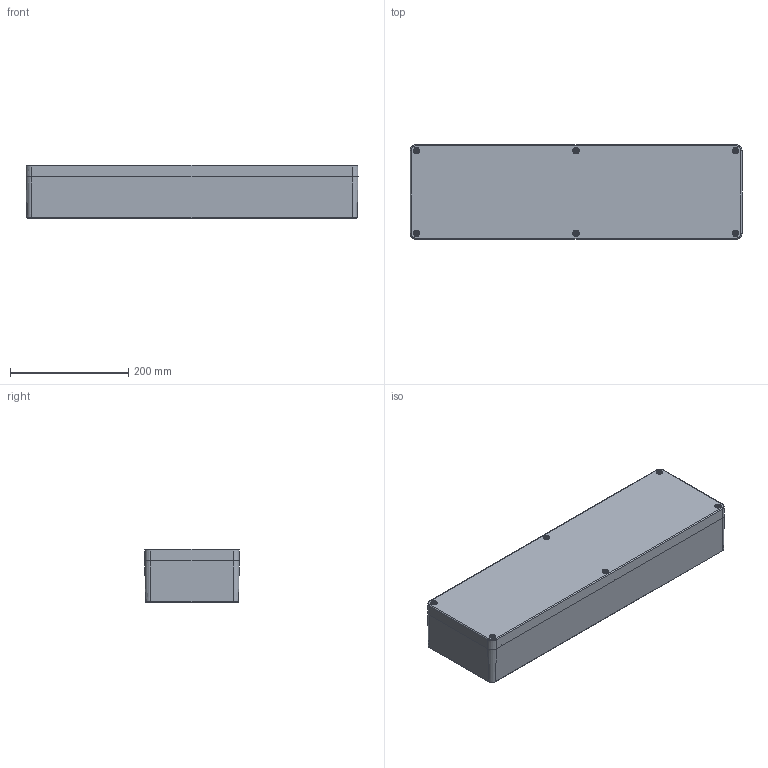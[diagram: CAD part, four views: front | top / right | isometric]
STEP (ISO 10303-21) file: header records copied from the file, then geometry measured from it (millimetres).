
FILE_DESCRIPTION((''),'2;1');
FILE_NAME('0101102900-MBA_561690_VE.stp','2014-12-04T09:33:55',('robin.rentz'),(''),'Autodesk Inventor 2012','Autodesk Inventor 2012','');
FILE_SCHEMA(('CONFIG_CONTROL_DESIGN'));
Length unit declared in the file: millimetre
Products named in the file (5): 0101102900-MBA_561690_VE; 0100102902-UT_561690_VE; 0100102901-OT_561690_VE; xxx-O-Ring-MBA_561690; Schraube BM 6x25
Assembly tree (9 placements, depth 2):
  0101102900-MBA_561690_VE
    0100102902-UT_561690_VE
    0100102901-OT_561690_VE
    xxx-O-Ring-MBA_561690
    Schraube BM 6x25  x6
Bounding box: 562 x 160 x 91 mm (x, y, z)
Volume: 1521109.6 mm3; surface area: 653931.5 mm2
Topology: 9 solids, 9 shells, 1731 faces, 4387 edges, 2798 vertices
Faces by surface type: plane 714, bspline 349, cylinder 278, cone 211, torus 172, sphere 7
Full cylindrical faces by diameter (mm): 4.917 x13, 5 x6, 6 x6, 7 x10, 7.2 x5, 8 x9, 10 x6, 10.2 x6, 10.7 x4, 11 x6, 12 x2
Entity records: 49036 total; most frequent: CARTESIAN_POINT 14264, ORIENTED_EDGE 7502, DIRECTION 6346, EDGE_CURVE 3751, VERTEX_POINT 2440, AXIS2_PLACEMENT_3D 2125, VECTOR 2096, LINE 2096
